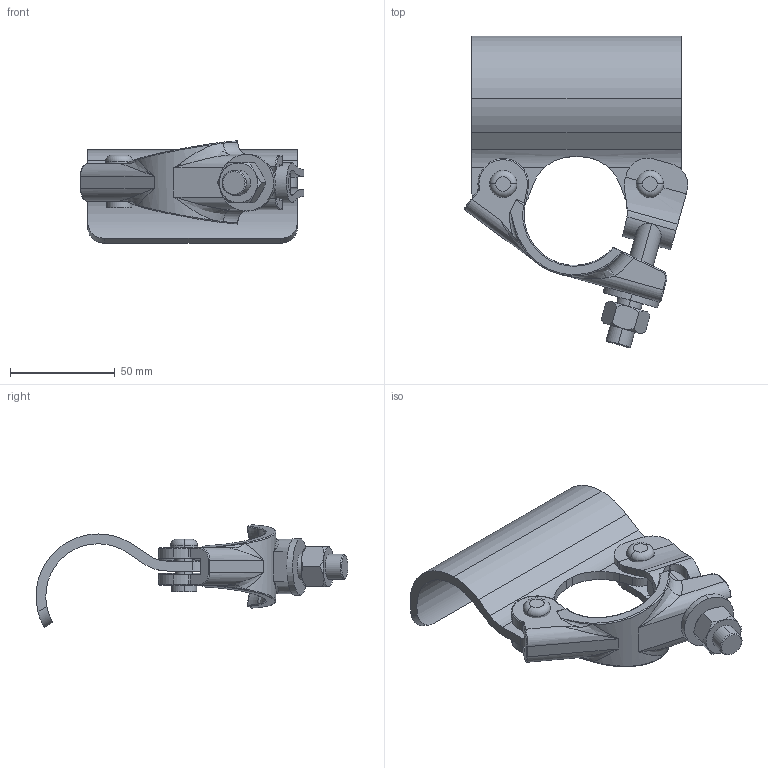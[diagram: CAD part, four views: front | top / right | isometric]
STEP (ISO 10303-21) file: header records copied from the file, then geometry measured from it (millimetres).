
FILE_DESCRIPTION (( 'STEP AP203' ), '1' );
FILE_NAME ('T24950.STEP', '2018-07-17T16:05:56', ( '' ), ( '' ), 'SwSTEP 2.0', 'SolidWorks 2016', '' );
FILE_SCHEMA (( 'CONFIG_CONTROL_DESIGN' ));
Length unit declared in the file: millimetre
Products named in the file (6): T24950-3; T24950 RIVET 2; T24950-2; T24950-1; T24950; T24950 RIVET
Assembly tree (5 placements, depth 2):
  T24950
    T24950-1
    T24950-2
    T24950-3
    T24950 RIVET
    T24950 RIVET 2
Bounding box: 106.69 x 148.82 x 48.94 mm (x, y, z)
Volume: 91362.7 mm3; surface area: 44727.9 mm2
Topology: 5 solids, 5 shells, 252 faces, 652 edges, 406 vertices
Faces by surface type: cylinder 111, plane 75, bspline 34, torus 26, cone 6
Entity records: 10787 total; most frequent: CARTESIAN_POINT 4325, ORIENTED_EDGE 1288, DIRECTION 1170, EDGE_CURVE 644, AXIS2_PLACEMENT_3D 466, VERTEX_POINT 406, EDGE_LOOP 268, ADVANCED_FACE 252
